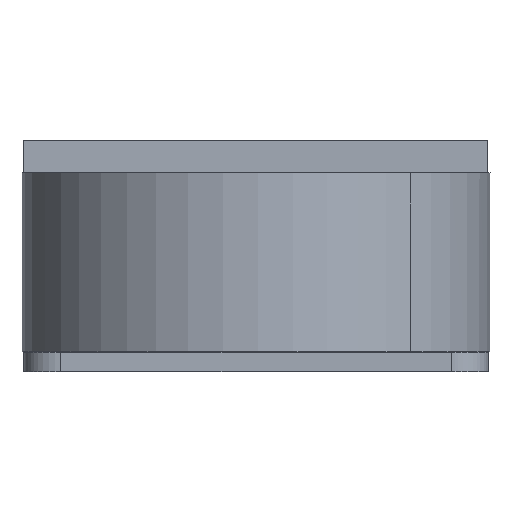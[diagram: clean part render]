
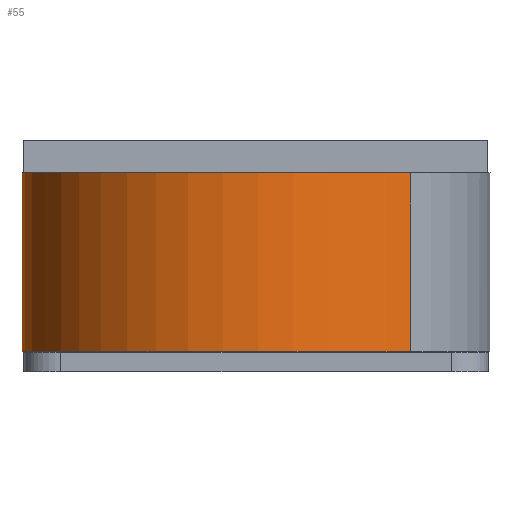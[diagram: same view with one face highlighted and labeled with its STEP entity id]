
A CAD part, front view. The second image highlights one B-rep face of the part: STEP entity #55.
In plain terms, the highlighted cylindrical face has radius 36.042 mm (diameter 72.085 mm), a partial arc.
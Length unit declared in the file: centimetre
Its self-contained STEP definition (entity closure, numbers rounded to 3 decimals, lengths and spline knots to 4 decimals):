
#55=ADVANCED_FACE('',(#109),#946,.T.);
#109=FACE_OUTER_BOUND('',#164,.T.);
#164=EDGE_LOOP('',(#273,#274,#275,#276));
#273=ORIENTED_EDGE('',*,*,#552,.T.);
#274=ORIENTED_EDGE('',*,*,#537,.T.);
#275=ORIENTED_EDGE('',*,*,#553,.F.);
#276=ORIENTED_EDGE('',*,*,#551,.F.);
#537=EDGE_CURVE('',#830,#831,#733,.T.);
#551=EDGE_CURVE('',#840,#841,#740,.T.);
#552=EDGE_CURVE('',#840,#830,#741,.T.);
#553=EDGE_CURVE('',#841,#831,#742,.T.);
#733=(
BOUNDED_CURVE()
B_SPLINE_CURVE(1,(#1211,#1212),.UNSPECIFIED.,.F.,.F.)
B_SPLINE_CURVE_WITH_KNOTS((2,2),(0.,2.7522),.UNSPECIFIED.)
CURVE()
GEOMETRIC_REPRESENTATION_ITEM()
RATIONAL_B_SPLINE_CURVE((1.,1.))
REPRESENTATION_ITEM('')
);
#740=(
BOUNDED_CURVE()
B_SPLINE_CURVE(1,(#1284,#1285),.UNSPECIFIED.,.F.,.F.)
B_SPLINE_CURVE_WITH_KNOTS((2,2),(0.,2.7522),.UNSPECIFIED.)
CURVE()
GEOMETRIC_REPRESENTATION_ITEM()
RATIONAL_B_SPLINE_CURVE((1.,1.))
REPRESENTATION_ITEM('')
);
#741=(
BOUNDED_CURVE()
B_SPLINE_CURVE(2,(#1286,#1287,#1288,#1289,#1290),.UNSPECIFIED.,.F.,.F.)
B_SPLINE_CURVE_WITH_KNOTS((3,2,3),(-11.323,-5.6615,
0.),.UNSPECIFIED.)
CURVE()
GEOMETRIC_REPRESENTATION_ITEM()
RATIONAL_B_SPLINE_CURVE((1.,0.707,1.,0.707,1.))
REPRESENTATION_ITEM('')
);
#742=(
BOUNDED_CURVE()
B_SPLINE_CURVE(2,(#1291,#1292,#1293,#1294,#1295),.UNSPECIFIED.,.F.,.F.)
B_SPLINE_CURVE_WITH_KNOTS((3,2,3),(-11.323,-5.6615,
0.),.UNSPECIFIED.)
CURVE()
GEOMETRIC_REPRESENTATION_ITEM()
RATIONAL_B_SPLINE_CURVE((1.,0.707,1.,0.707,1.))
REPRESENTATION_ITEM('')
);
#830=VERTEX_POINT('',#1192);
#831=VERTEX_POINT('',#1193);
#840=VERTEX_POINT('',#1202);
#841=VERTEX_POINT('',#1203);
#946=CYLINDRICAL_SURFACE('',#1076,3.6042);
#1076=AXIS2_PLACEMENT_3D('',#1190,#1133,$);
#1133=DIRECTION('',(0.,0.,-1.));
#1190=CARTESIAN_POINT('',(50.0026,80.0016,-2.762));
#1192=CARTESIAN_POINT('',(47.6223,82.708,-1.3859));
#1193=CARTESIAN_POINT('',(47.6223,82.708,-4.1381));
#1202=CARTESIAN_POINT('',(52.383,77.2953,-1.3859));
#1203=CARTESIAN_POINT('',(52.383,77.2953,-4.1381));
#1211=CARTESIAN_POINT('',(47.6223,82.708,-1.3859));
#1212=CARTESIAN_POINT('',(47.6223,82.708,-4.1381));
#1284=CARTESIAN_POINT('',(52.383,77.2953,-1.3859));
#1285=CARTESIAN_POINT('',(52.383,77.2953,-4.1381));
#1286=CARTESIAN_POINT('',(52.383,77.2953,-1.3859));
#1287=CARTESIAN_POINT('',(49.6767,74.9149,-1.3859));
#1288=CARTESIAN_POINT('',(47.2963,77.6213,-1.3859));
#1289=CARTESIAN_POINT('',(44.9159,80.3276,-1.3859));
#1290=CARTESIAN_POINT('',(47.6223,82.708,-1.3859));
#1291=CARTESIAN_POINT('',(52.383,77.2953,-4.1381));
#1292=CARTESIAN_POINT('',(49.6767,74.9149,-4.1381));
#1293=CARTESIAN_POINT('',(47.2963,77.6213,-4.1381));
#1294=CARTESIAN_POINT('',(44.9159,80.3276,-4.1381));
#1295=CARTESIAN_POINT('',(47.6223,82.708,-4.1381));
